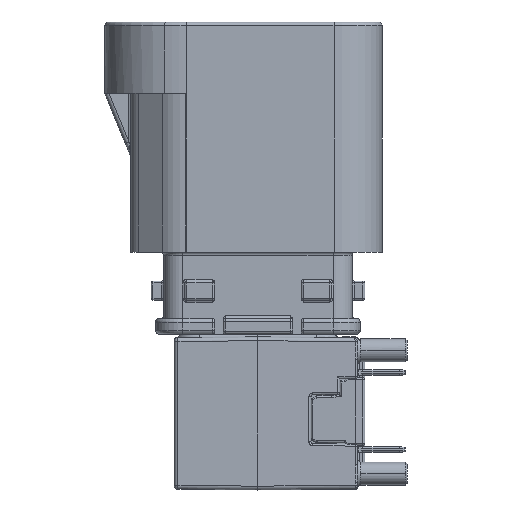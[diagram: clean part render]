
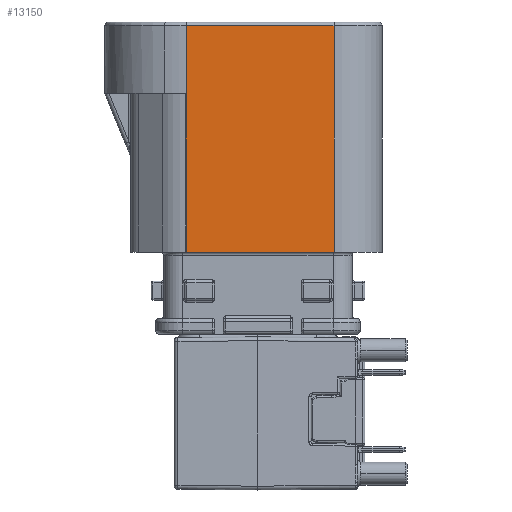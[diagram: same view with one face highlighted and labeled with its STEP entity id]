
A CAD part, left-side view. The second image highlights one B-rep face of the part: STEP entity #13150.
In plain terms, the highlighted planar face has unit normal (-1, 0, 0).
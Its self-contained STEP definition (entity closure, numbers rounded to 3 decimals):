
#416 = PLANE ( 'NONE',  #59186 ) ;
#689 = VERTEX_POINT ( 'NONE', #60720 ) ;
#2218 = VERTEX_POINT ( 'NONE', #34585 ) ;
#3957 = VECTOR ( 'NONE', #48963, 1000. ) ;
#4098 = VECTOR ( 'NONE', #52715, 1000. ) ;
#9925 = DIRECTION ( 'NONE',  ( 0., 0., -1. ) ) ;
#13150 = ADVANCED_FACE ( 'NONE', ( #52946 ), #416, .F. ) ;
#14380 = CARTESIAN_POINT ( 'NONE',  ( -6., -3.95, 4.4 ) ) ;
#15223 = DIRECTION ( 'NONE',  ( 1., 0., 0. ) ) ;
#15715 = EDGE_CURVE ( 'NONE', #2218, #689, #24329, .T. ) ;
#24329 = LINE ( 'NONE', #53616, #33487 ) ;
#24745 = CARTESIAN_POINT ( 'NONE',  ( -6., -6.45, 4.4 ) ) ;
#25143 = LINE ( 'NONE', #42922, #3957 ) ;
#27423 = CARTESIAN_POINT ( 'NONE',  ( -6., -3.95, 16.15 ) ) ;
#27597 = LINE ( 'NONE', #52499, #4098 ) ;
#28641 = EDGE_CURVE ( 'NONE', #62297, #48671, #25143, .T. ) ;
#28992 = ORIENTED_EDGE ( 'NONE', *, *, #15715, .T. ) ;
#31611 = CARTESIAN_POINT ( 'NONE',  ( -6., -6.45, 16.15 ) ) ;
#32038 = ORIENTED_EDGE ( 'NONE', *, *, #34104, .F. ) ;
#32714 = ORIENTED_EDGE ( 'NONE', *, *, #28641, .T. ) ;
#33487 = VECTOR ( 'NONE', #62765, 1000. ) ;
#34104 = EDGE_CURVE ( 'NONE', #62297, #689, #27597, .T. ) ;
#34585 = CARTESIAN_POINT ( 'NONE',  ( -6., 3.728, 16.15 ) ) ;
#41370 = DIRECTION ( 'NONE',  ( 0., 1., 0. ) ) ;
#41559 = VECTOR ( 'NONE', #41370, 1000. ) ;
#41853 = EDGE_LOOP ( 'NONE', ( #32714, #54195, #28992, #32038 ) ) ;
#42922 = CARTESIAN_POINT ( 'NONE',  ( -6., -3.95, 4.4 ) ) ;
#48671 = VERTEX_POINT ( 'NONE', #27423 ) ;
#48963 = DIRECTION ( 'NONE',  ( 0., 0., 1. ) ) ;
#52499 = CARTESIAN_POINT ( 'NONE',  ( -6., -6.45, 4.4 ) ) ;
#52715 = DIRECTION ( 'NONE',  ( 0., 1., 0. ) ) ;
#52946 = FACE_OUTER_BOUND ( 'NONE', #41853, .T. ) ;
#53569 = EDGE_CURVE ( 'NONE', #48671, #2218, #54513, .T. ) ;
#53616 = CARTESIAN_POINT ( 'NONE',  ( -6., 3.728, 12.65 ) ) ;
#54195 = ORIENTED_EDGE ( 'NONE', *, *, #53569, .T. ) ;
#54513 = LINE ( 'NONE', #31611, #41559 ) ;
#59186 = AXIS2_PLACEMENT_3D ( 'NONE', #24745, #15223, #9925 ) ;
#60720 = CARTESIAN_POINT ( 'NONE',  ( -6., 3.728, 4.4 ) ) ;
#62297 = VERTEX_POINT ( 'NONE', #14380 ) ;
#62765 = DIRECTION ( 'NONE',  ( 0., 0., -1. ) ) ;
